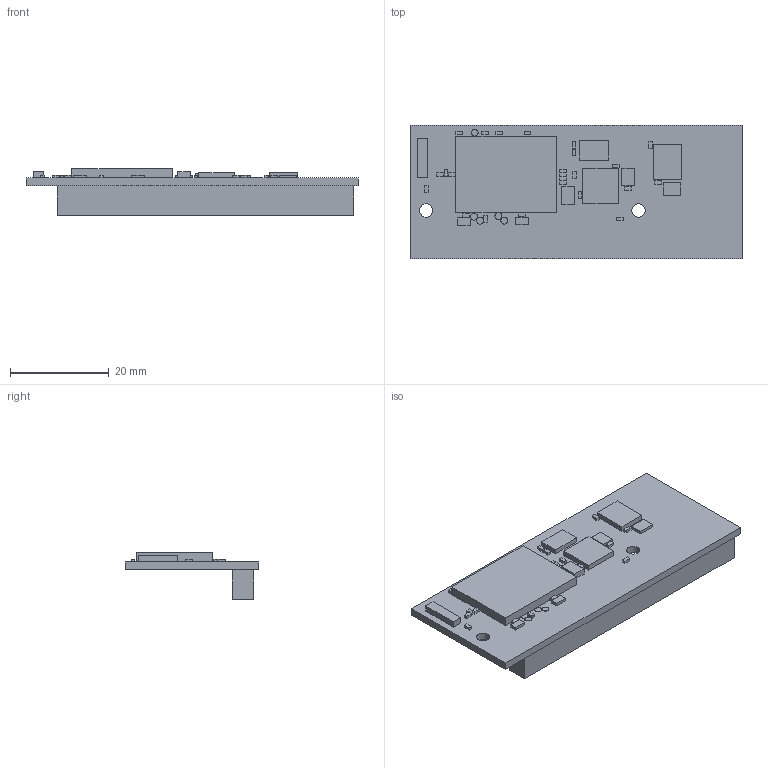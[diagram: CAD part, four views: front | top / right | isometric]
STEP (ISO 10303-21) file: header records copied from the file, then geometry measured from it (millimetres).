
FILE_DESCRIPTION(('FreeCAD Model'),'2;1');
FILE_NAME('1430-0step.step', '2014-09-24T21:56:07',('FreeCAD'),('FreeCAD'), 'Open CASCADE STEP processor 6.3','FreeCAD','Unknown');
FILE_SCHEMA(('AUTOMOTIVE_DESIGN_CC2 { 1 2 10303 214 -1 1 5 4 }'));
Length unit declared in the file: millimetre
Products named in the file (41): Board_outline; ANT1; R1; R10; C10; X1; C2; C5; R2; R3; C11; OZ1; RN2; TP1; TP2; L1; L2; TP3; TP4; TP5; U1; C8; C9; U2; U3; U4; R4; R5; R6; C1; R13; R7; R8; R9; RN1; R11; R12; C7; C3; C4 ...
Bounding box: 67.25 x 27 x 9.48 mm (x, y, z)
Volume: 5203.3 mm3; surface area: 6596.2 mm2
Topology: 41 solids, 41 shells, 238 faces, 468 edges, 312 vertices
Faces by surface type: plane 226, cylinder 12
Full cylindrical faces by diameter (mm): 2.7 x2
Entity records: 12872 total; most frequent: CARTESIAN_POINT 2039, DIRECTION 1892, LINE 1356, VECTOR 1356, ORIENTED_EDGE 936, PCURVE 936, DEFINITIONAL_REPRESENTATION 936, EDGE_CURVE 468
